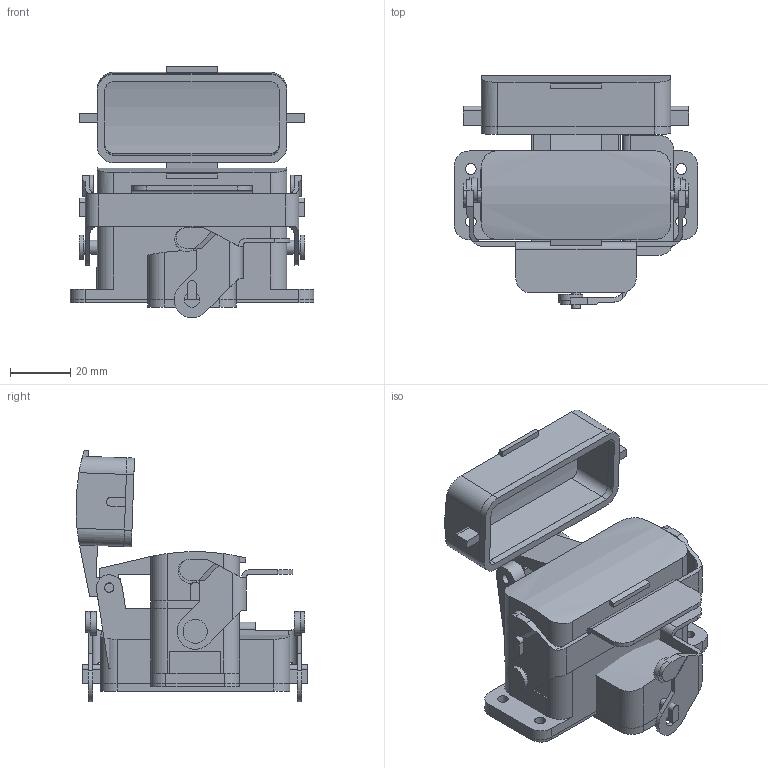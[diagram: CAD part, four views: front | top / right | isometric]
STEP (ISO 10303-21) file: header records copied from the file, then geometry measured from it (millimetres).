
FILE_DESCRIPTION( ( 'Unknown' ), '1' );
FILE_NAME( 'H_A_10_AD_ASM_C.stp', 'Unknown', ( 'Unknown' ), ( 'Unknown' ), 'PSStep 11.0', 'Unknown', ' ' );
FILE_SCHEMA( ( 'AUTOMOTIVE_DESIGN { 1 0 10303 214 1 1 1 1 }' ) );
Length unit declared in the file: millimetre
Products named in the file (4): Assem1; H_A_10_AD_C; H_A_10_LB_C; H_A_10_DECKEL
Bounding box: 81 x 77.13 x 83.55 mm (x, y, z)
Volume: 92442 mm3; surface area: 70784.9 mm2
Topology: 7 solids, 7 shells, 502 faces, 1364 edges, 910 vertices
Faces by surface type: plane 308, cylinder 194
Full cylindrical faces by diameter (mm): 2.459 x8, 3 x6, 3.2 x4, 3.6 x8, 3.62 x8, 4.7 x4, 5 x4, 8 x8
Entity records: 8661 total; most frequent: CARTESIAN_POINT 1302, DIRECTION 1164, ORIENTED_EDGE 1108, EDGE_CURVE 554, AXIS2_PLACEMENT_3D 394, VERTEX_POINT 380, LINE 376, VECTOR 376
